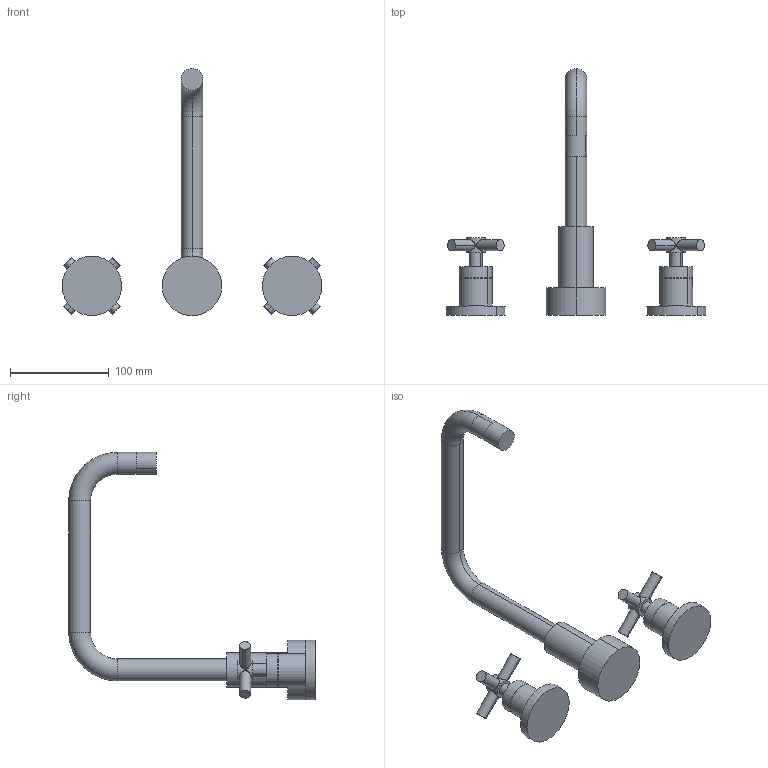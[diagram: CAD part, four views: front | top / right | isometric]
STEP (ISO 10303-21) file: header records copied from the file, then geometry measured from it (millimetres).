
FILE_DESCRIPTION((''),'2;1');
FILE_NAME('3-1406','2021-03-10T12:15:02',('jinson.thomas'),(''),'CREO PARAMETRIC BY PTC INC, 2018400','CREO PARAMETRIC BY PTC INC, 2018400','');
FILE_SCHEMA(('CONFIG_CONTROL_DESIGN'));
Length unit declared in the file: inch
Products named in the file (1): 3-1406
Bounding box: 263.3 x 250.23 x 250.82 mm (x, y, z)
Volume: 452094.2 mm3; surface area: 84425.4 mm2
Topology: 3 solids, 3 shells, 104 faces, 218 edges, 144 vertices
Faces by surface type: cylinder 66, plane 34, torus 4
Entity records: 3864 total; most frequent: CARTESIAN_POINT 1510, DIRECTION 524, ORIENTED_EDGE 436, AXIS2_PLACEMENT_3D 226, EDGE_CURVE 218, VERTEX_POINT 144, EDGE_LOOP 128, CIRCLE 122
